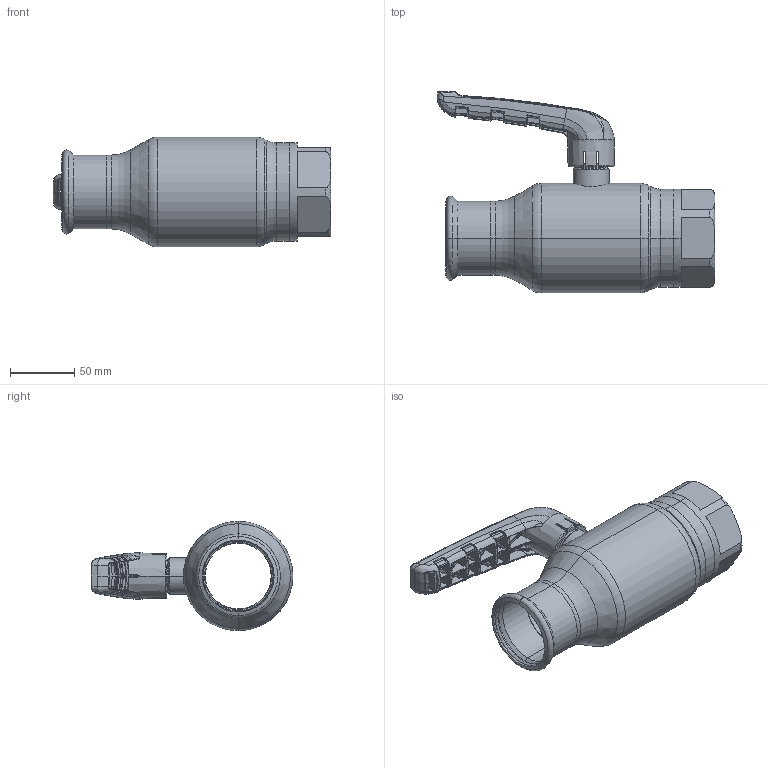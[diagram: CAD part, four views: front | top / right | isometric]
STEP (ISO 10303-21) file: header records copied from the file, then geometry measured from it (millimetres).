
FILE_DESCRIPTION (( 'STEP AP214' ), '1' );
FILE_NAME ('1050001000-xxxx.step', '2019-05-07T11:49:47', ( '' ), ( '' ), 'SwSTEP 2.0', 'SolidWorks 2017', '' );
FILE_SCHEMA (( 'AUTOMOTIVE_DESIGN' ));
Length unit declared in the file: millimetre
Products named in the file (1): 1050001000-xxxx
Bounding box: 215.35 x 156.71 x 85 mm (x, y, z)
Surface area: 98632.6 mm2 (no closed solid volume)
Topology: 0 solids, 13 shells, 820 faces, 2630 edges, 1690 vertices
Faces by surface type: bspline 674, plane 53, cylinder 32, cone 28, torus 23, sphere 10
Entity records: 61205 total; most frequent: CARTESIAN_POINT 35455, ORIENTED_EDGE 4254, EDGE_CURVE 2614, B_SPLINE_CURVE_WITH_KNOTS 1802, DIRECTION 1745, VERTEX_POINT 1688, EDGE_LOOP 828, UNCERTAINTY_MEASURE_WITH_UNIT 822
